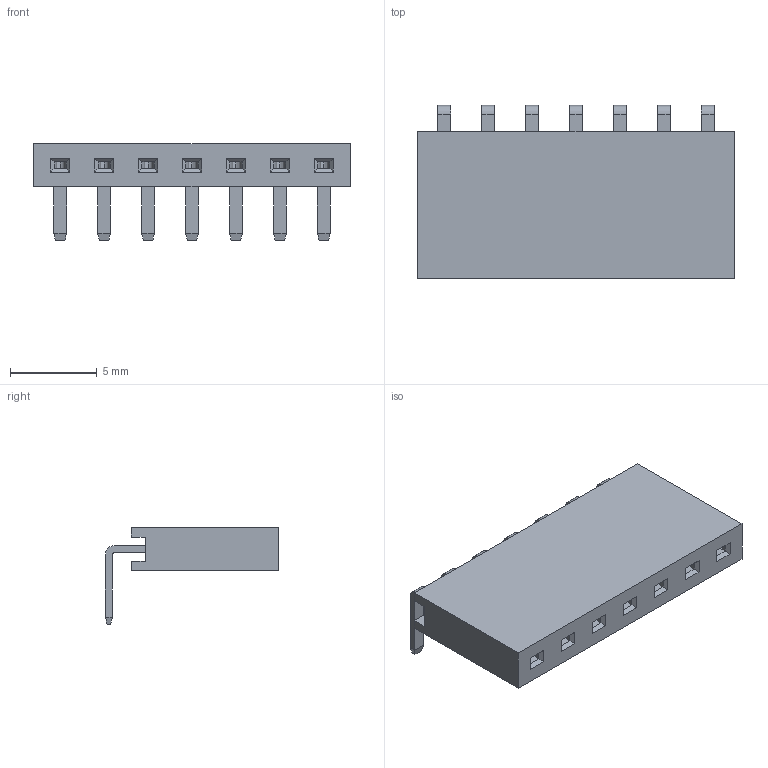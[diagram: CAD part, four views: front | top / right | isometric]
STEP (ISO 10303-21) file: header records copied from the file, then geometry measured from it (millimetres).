
FILE_DESCRIPTION(/* description */ ('Unknown'),/* implementation_level */ '2;1');
FILE_NAME(/* name */ 'J_Wurth_WR-PHD_613007143121',/* time_stamp */ '2025-04-16T16:29:45+08:00',/* author */ ('Unknown'),/* organization */ ('Unknown'),/* preprocessor_version */ 'ST-DEVELOPER v19.4',/* originating_system */ 'Solid Edge',/* authorisation */ 'Unknown');
FILE_SCHEMA (('AUTOMOTIVE_DESIGN {1 0 10303 214 3 1 1}'));
Length unit declared in the file: millimetre
Products named in the file (2): J_Wurth_WR-PHD_613007143121
Assembly tree (1 placements, depth 2):
  J_Wurth_WR-PHD_613007143121
    J_Wurth_WR-PHD_613007143121
Bounding box: 18.28 x 10 x 5.59 mm (x, y, z)
Volume: 358.7 mm3; surface area: 773.6 mm2
Topology: 1 solids, 1 shells, 339 faces, 857 edges, 534 vertices
Faces by surface type: plane 297, cylinder 28, bspline 14
Entity records: 12511 total; most frequent: CARTESIAN_POINT 2054, ORIENTED_EDGE 1714, DIRECTION 1539, EDGE_CURVE 857, LINE 773, VECTOR 773, VERTEX_POINT 534, AXIS2_PLACEMENT_3D 383
